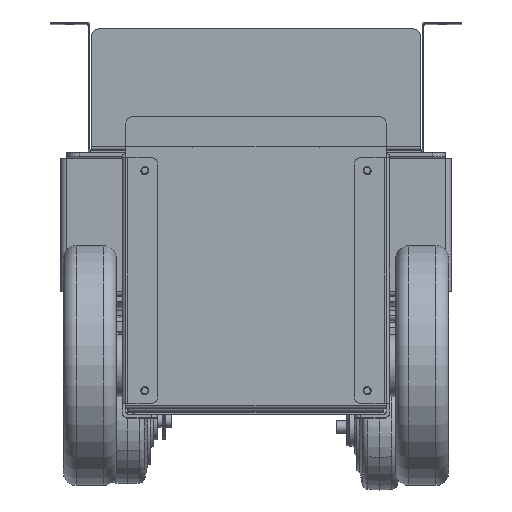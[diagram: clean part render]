
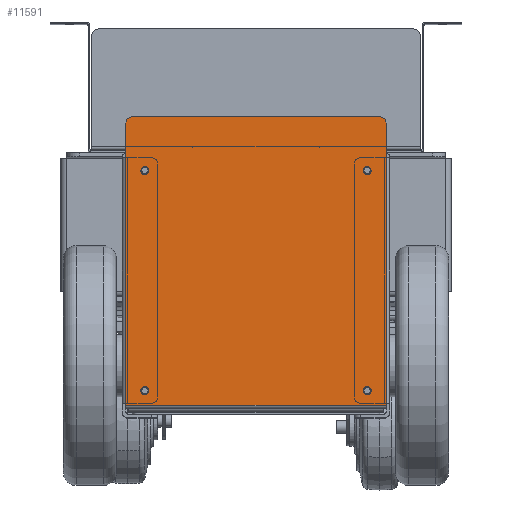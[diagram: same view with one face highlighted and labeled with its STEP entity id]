
A CAD part, top view. The second image highlights one B-rep face of the part: STEP entity #11591.
In plain terms, the highlighted planar face has unit normal (0, 0, 1).
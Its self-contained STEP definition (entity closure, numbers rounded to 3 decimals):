
#415=FACE_BOUND('',#4118,.T.);
#416=FACE_BOUND('',#4119,.T.);
#417=FACE_BOUND('',#4120,.T.);
#418=FACE_BOUND('',#4121,.T.);
#689=PLANE('',#12807);
#1309=LINE('',#19682,#2209);
#1312=LINE('',#19695,#2212);
#1315=LINE('',#19701,#2215);
#1316=LINE('',#19702,#2216);
#2209=VECTOR('',#15434,10.);
#2212=VECTOR('',#15447,10.);
#2215=VECTOR('',#15452,10.);
#2216=VECTOR('',#15453,10.);
#3297=FACE_OUTER_BOUND('',#4117,.T.);
#4117=EDGE_LOOP('',(#9749,#9750,#9751,#9752,#9753,#9754));
#4118=EDGE_LOOP('',(#9755));
#4119=EDGE_LOOP('',(#9756));
#4120=EDGE_LOOP('',(#9757));
#4121=EDGE_LOOP('',(#9758));
#4924=CIRCLE('',#12805,5.);
#4925=CIRCLE('',#12808,5.);
#4926=CIRCLE('',#12809,3.15);
#4927=CIRCLE('',#12810,3.15);
#4928=CIRCLE('',#12811,3.15);
#4929=CIRCLE('',#12812,3.15);
#5834=VERTEX_POINT('',#19679);
#5835=VERTEX_POINT('',#19681);
#5838=VERTEX_POINT('',#19688);
#5839=VERTEX_POINT('',#19690);
#5840=VERTEX_POINT('',#19694);
#5842=VERTEX_POINT('',#19700);
#5843=VERTEX_POINT('',#19704);
#5844=VERTEX_POINT('',#19706);
#5845=VERTEX_POINT('',#19708);
#5846=VERTEX_POINT('',#19710);
#7209=EDGE_CURVE('',#5834,#5835,#1309,.T.);
#7213=EDGE_CURVE('',#5838,#5839,#4924,.T.);
#7215=EDGE_CURVE('',#5839,#5840,#1312,.T.);
#7218=EDGE_CURVE('',#5842,#5838,#1315,.T.);
#7219=EDGE_CURVE('',#5835,#5842,#1316,.T.);
#7220=EDGE_CURVE('',#5840,#5834,#4925,.T.);
#7221=EDGE_CURVE('',#5843,#5843,#4926,.T.);
#7222=EDGE_CURVE('',#5844,#5844,#4927,.T.);
#7223=EDGE_CURVE('',#5845,#5845,#4928,.T.);
#7224=EDGE_CURVE('',#5846,#5846,#4929,.T.);
#9749=ORIENTED_EDGE('',*,*,#7213,.F.);
#9750=ORIENTED_EDGE('',*,*,#7218,.F.);
#9751=ORIENTED_EDGE('',*,*,#7219,.F.);
#9752=ORIENTED_EDGE('',*,*,#7209,.F.);
#9753=ORIENTED_EDGE('',*,*,#7220,.F.);
#9754=ORIENTED_EDGE('',*,*,#7215,.F.);
#9755=ORIENTED_EDGE('',*,*,#7221,.T.);
#9756=ORIENTED_EDGE('',*,*,#7222,.T.);
#9757=ORIENTED_EDGE('',*,*,#7223,.T.);
#9758=ORIENTED_EDGE('',*,*,#7224,.T.);
#11591=ADVANCED_FACE('',(#3297,#415,#416,#417,#418),#689,.T.);
#12805=AXIS2_PLACEMENT_3D('',#19691,#15442,#15443);
#12807=AXIS2_PLACEMENT_3D('',#19699,#15450,#15451);
#12808=AXIS2_PLACEMENT_3D('',#19703,#15454,#15455);
#12809=AXIS2_PLACEMENT_3D('',#19705,#15456,#15457);
#12810=AXIS2_PLACEMENT_3D('',#19707,#15458,#15459);
#12811=AXIS2_PLACEMENT_3D('',#19709,#15460,#15461);
#12812=AXIS2_PLACEMENT_3D('',#19711,#15462,#15463);
#15434=DIRECTION('',(0.,-1.,0.));
#15442=DIRECTION('center_axis',(0.,0.,-1.));
#15443=DIRECTION('ref_axis',(-0.707,0.707,0.));
#15447=DIRECTION('',(1.,0.,0.));
#15450=DIRECTION('center_axis',(0.,0.,1.));
#15451=DIRECTION('ref_axis',(0.,-1.,0.));
#15452=DIRECTION('',(0.,1.,0.));
#15453=DIRECTION('',(-1.,0.,0.));
#15454=DIRECTION('center_axis',(0.,0.,-1.));
#15455=DIRECTION('ref_axis',(0.707,0.707,0.));
#15456=DIRECTION('center_axis',(0.,0.,-1.));
#15457=DIRECTION('ref_axis',(1.,0.,0.));
#15458=DIRECTION('center_axis',(0.,0.,-1.));
#15459=DIRECTION('ref_axis',(1.,0.,0.));
#15460=DIRECTION('center_axis',(0.,0.,-1.));
#15461=DIRECTION('ref_axis',(1.,0.,0.));
#15462=DIRECTION('center_axis',(0.,0.,-1.));
#15463=DIRECTION('ref_axis',(1.,0.,0.));
#19679=CARTESIAN_POINT('',(206.,226.,1.5));
#19681=CARTESIAN_POINT('',(206.,2.5,1.5));
#19682=CARTESIAN_POINT('',(206.,0.,1.5));
#19688=CARTESIAN_POINT('',(0.,226.,1.5));
#19690=CARTESIAN_POINT('',(5.,231.,1.5));
#19691=CARTESIAN_POINT('Origin',(5.,226.,1.5));
#19694=CARTESIAN_POINT('',(201.,231.,1.5));
#19695=CARTESIAN_POINT('',(0.,231.,1.5));
#19699=CARTESIAN_POINT('Origin',(0.,231.,1.5));
#19700=CARTESIAN_POINT('',(0.,2.5,1.5));
#19701=CARTESIAN_POINT('',(0.,0.,1.5));
#19702=CARTESIAN_POINT('',(0.,2.5,1.5));
#19703=CARTESIAN_POINT('Origin',(201.,226.,1.5));
#19704=CARTESIAN_POINT('',(187.85,14.,1.5));
#19705=CARTESIAN_POINT('Origin',(191.,14.,1.5));
#19706=CARTESIAN_POINT('',(11.85,14.,1.5));
#19707=CARTESIAN_POINT('Origin',(15.,14.,1.5));
#19708=CARTESIAN_POINT('',(11.85,188.2,1.5));
#19709=CARTESIAN_POINT('Origin',(15.,188.2,1.5));
#19710=CARTESIAN_POINT('',(187.85,188.2,1.5));
#19711=CARTESIAN_POINT('Origin',(191.,188.2,1.5));
